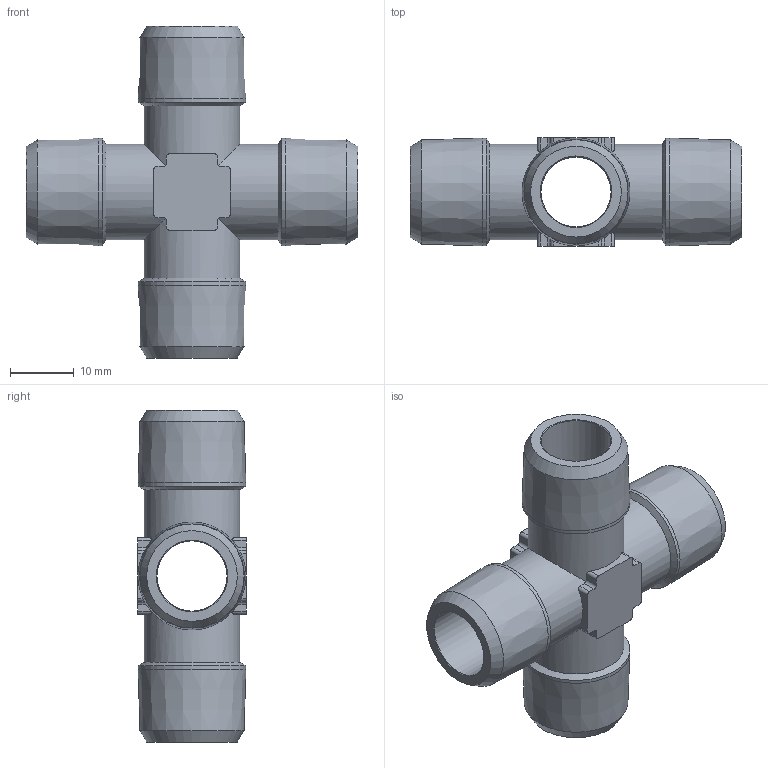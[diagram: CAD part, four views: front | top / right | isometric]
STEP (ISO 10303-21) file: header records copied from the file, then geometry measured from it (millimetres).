
FILE_DESCRIPTION(( 'RA.26C00.38.STP' ), '1');
FILE_NAME( 'RA.26C00.38.STP', '2018-10-11T12:34:29',( 'Sopra'),('sopra-pneumatic.com'), 'SwSTEP 2.0','SolidWorks 2009','' );
FILE_SCHEMA (('AUTOMOTIVE_DESIGN { 1 0 10303 214 1 1 1 1 }'));
Length unit declared in the file: millimetre
Products named in the file (2): Root; 60304
Assembly tree (1 placements, depth 2):
  Root
    60304
Bounding box: 52 x 17 x 52 mm (x, y, z)
Volume: 9178.1 mm3; surface area: 7874.4 mm2
Topology: 1 solids, 1 shells, 82 faces, 234 edges, 152 vertices
Faces by surface type: cylinder 36, plane 30, cone 16
Full cylindrical faces by diameter (mm): 11 x4, 15 x4, 16.893 x4
Entity records: 8304 total; most frequent: CARTESIAN_POINT 4510, DIRECTION 392, PRESENTATION_STYLE_ASSIGNMENT 377, COLOUR_RGB 377, DRAUGHTING_PRE_DEFINED_CURVE_FONT 376, CURVE_STYLE 376, OVER_RIDING_STYLED_ITEM 376, ORIENTED_EDGE 376
